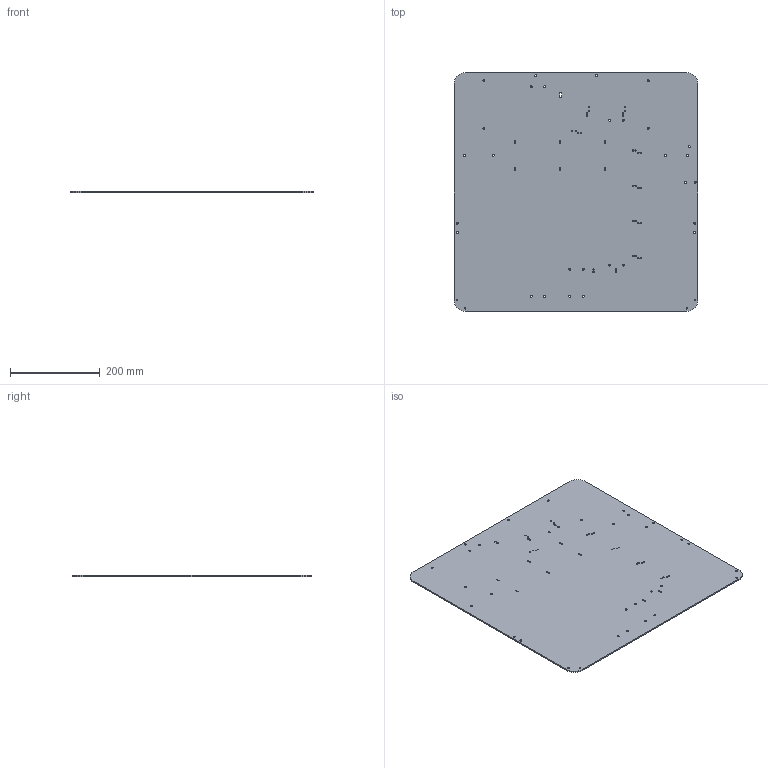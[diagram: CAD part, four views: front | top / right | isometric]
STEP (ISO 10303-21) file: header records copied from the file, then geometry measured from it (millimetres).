
FILE_DESCRIPTION(/* description */ (''),/* implementation_level */ '2;1');
FILE_NAME(/* name */ 'Base.step',/* time_stamp */ '2018-07-15T17:09:36+02:00',/* author */ (''),/* organization */ (''),/* preprocessor_version */ 'ST-DEVELOPER v17',/* originating_system */ 'Autodesk Translation Framework v7.1.0.215',/* authorisation */ '');
FILE_SCHEMA (('AUTOMOTIVE_DESIGN { 1 0 10303 214 3 1 1 }'));
Length unit declared in the file: millimetre
Products named in the file (1): FusionComponent
Bounding box: 544 x 533 x 3 mm (x, y, z)
Volume: 865904.5 mm3; surface area: 586141.1 mm2
Topology: 1 solids, 1 shells, 91 faces, 267 edges, 178 vertices
Faces by surface type: cylinder 81, plane 8, bspline 2
Full cylindrical faces by diameter (mm): 2.718 x44, 3.175 x4, 4.4 x25, 4.6 x2
Entity records: 3498 total; most frequent: DIRECTION 613, CARTESIAN_POINT 571, ORIENTED_EDGE 534, EDGE_CURVE 267, AXIS2_PLACEMENT_3D 256, EDGE_LOOP 247, VERTEX_POINT 178, CIRCLE 162
